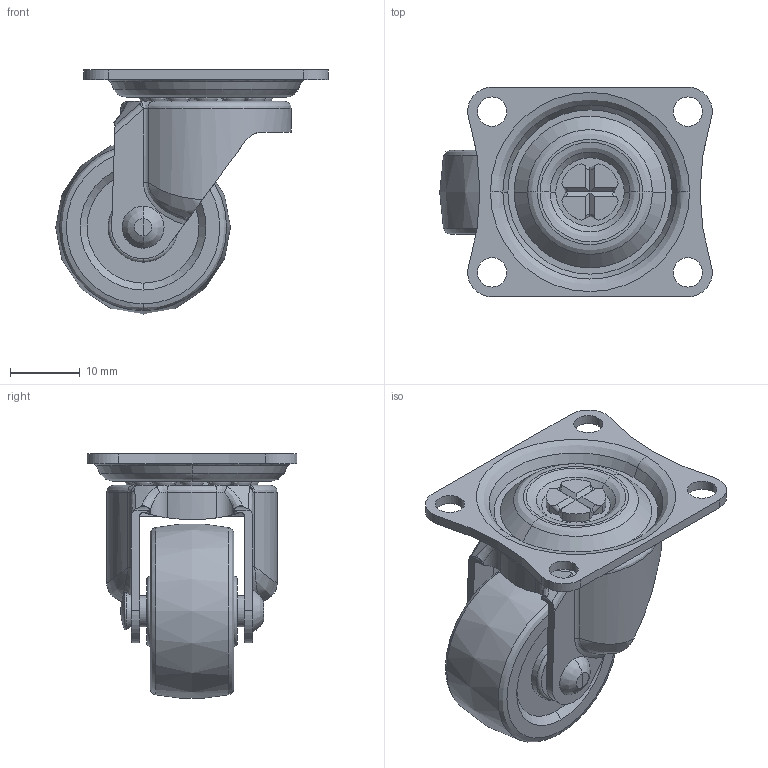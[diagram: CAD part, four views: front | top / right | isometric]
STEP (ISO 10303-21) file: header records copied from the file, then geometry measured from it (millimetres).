
FILE_DESCRIPTION( (''), '2;1');
FILE_NAME ('PC002.7988.TCA_420G_U25_25909.stp','2025-08-07T20:27:56',(''),(''),'spGate 19.8.4 (****-****-****-****)','','');
FILE_SCHEMA (('AUTOMOTIVE_DESIGN'));
Length unit declared in the file: millimetre
Products named in the file (6): Assembly; body; wheel; mounting plate; main shaft; axle
Assembly tree (5 placements, depth 2):
  Assembly
    body
    wheel
    mounting plate
    main shaft
    axle
Bounding box: 39 x 30 x 34.94 mm (x, y, z)
Volume: 9012.3 mm3; surface area: 8109.7 mm2
Topology: 5 solids, 5 shells, 237 faces, 595 edges, 352 vertices
Faces by surface type: bspline 82, cylinder 69, plane 62, sphere 24
Entity records: 13200 total; most frequent: CARTESIAN_POINT 3857, ORIENTED_EDGE 1082, DIRECTION 848, COLOUR_RGB 783, PRESENTATION_STYLE_ASSIGNMENT 783, STYLED_ITEM 783, EDGE_CURVE 541, DRAUGHTING_PRE_DEFINED_CURVE_FONT 541
